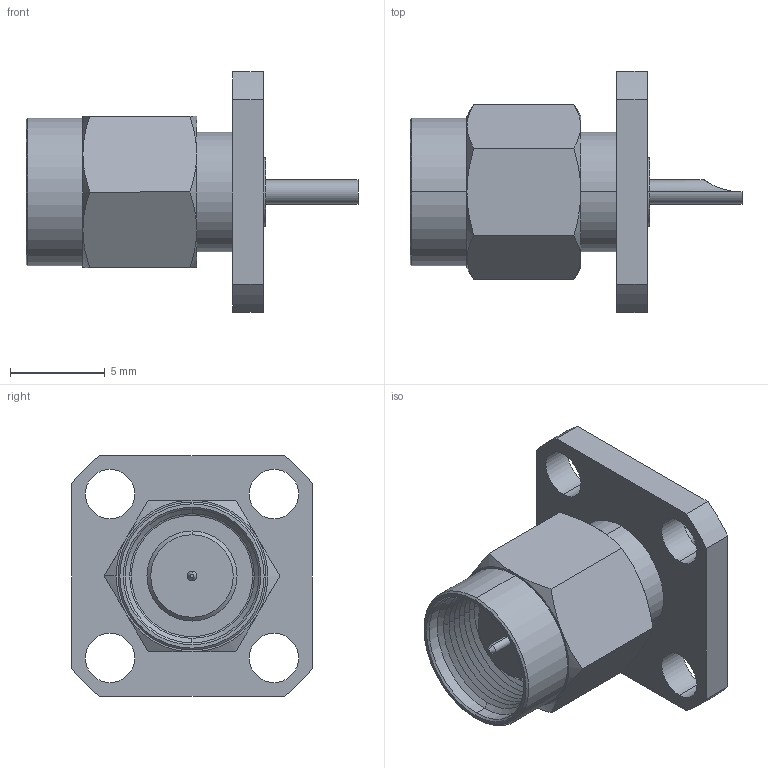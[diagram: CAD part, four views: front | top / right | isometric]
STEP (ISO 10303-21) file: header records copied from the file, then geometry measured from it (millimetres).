
FILE_DESCRIPTION (( 'STEP AP214' ), '1' );
FILE_NAME ('FMCN45939_3D.step', '2023-08-18T22:53:54', ( '' ), ( '' ), 'SwSTEP 2.0', 'SolidWorks 2022', '' );
FILE_SCHEMA (( 'AUTOMOTIVE_DESIGN' ));
Length unit declared in the file: millimetre
Products named in the file (1): FMCN45939_3D
Bounding box: 17.5 x 12.7 x 12.7 mm (x, y, z)
Volume: 603 mm3; surface area: 990.3 mm2
Topology: 1 solids, 1 shells, 134 faces, 288 edges, 170 vertices
Faces by surface type: cone 59, cylinder 47, plane 28
Entity records: 3723 total; most frequent: CARTESIAN_POINT 715, DIRECTION 677, ORIENTED_EDGE 572, EDGE_CURVE 286, AXIS2_PLACEMENT_3D 282, VERTEX_POINT 170, EDGE_LOOP 158, CIRCLE 147
